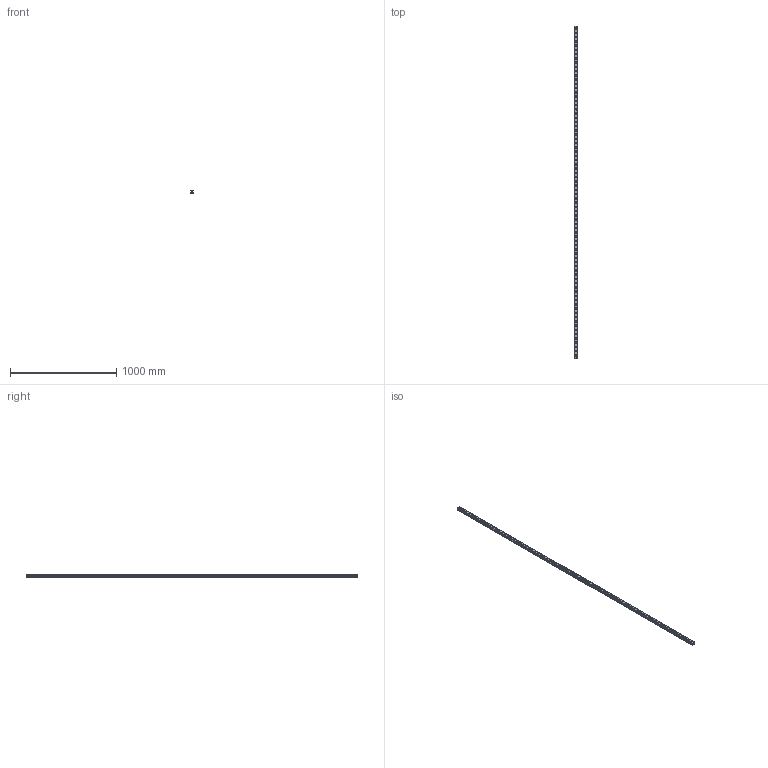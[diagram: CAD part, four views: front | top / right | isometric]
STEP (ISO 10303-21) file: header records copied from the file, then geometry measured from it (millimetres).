
FILE_DESCRIPTION(('STEP AP214'),'1');
FILE_NAME('cctmp_D8A9683B-D623-43E1-9EA2-4448F71E6E7C_2021_03_11_16_11_58_0833..stp','2021-03-11T15:11:59',('HIWIN GmbH'),('CADClick - www.CADClick.com'),'Spatial InterOp 3D',' ','unknown authorization');
FILE_SCHEMA(('AUTOMOTIVE_DESIGN'));
Length unit declared in the file: millimetre
Products named in the file (1): RGR30R3130H_FILE
Bounding box: 28 x 3130 x 28 mm (x, y, z)
Volume: 1796864.3 mm3; surface area: 463901.1 mm2
Topology: 1 solids, 1 shells, 817 faces, 1731 edges, 1154 vertices
Faces by surface type: cylinder 486, plane 331
Entity records: 28977 total; most frequent: DIRECTION 4339, CARTESIAN_POINT 3703, ORIENTED_EDGE 3462, AXIS2_PLACEMENT_3D 1790, EDGE_CURVE 1731, VERTEX_POINT 1154, EDGE_LOOP 1055, CIRCLE 972
